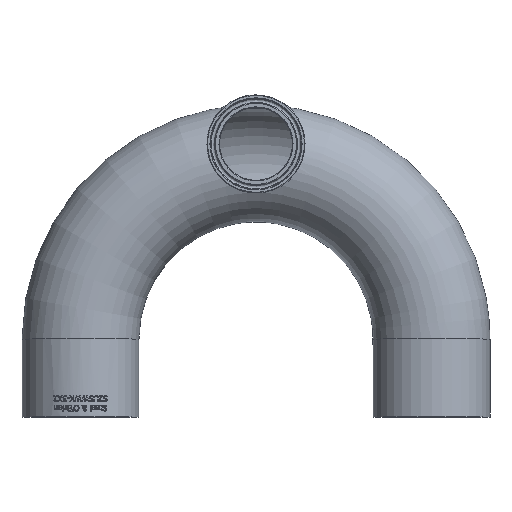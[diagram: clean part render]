
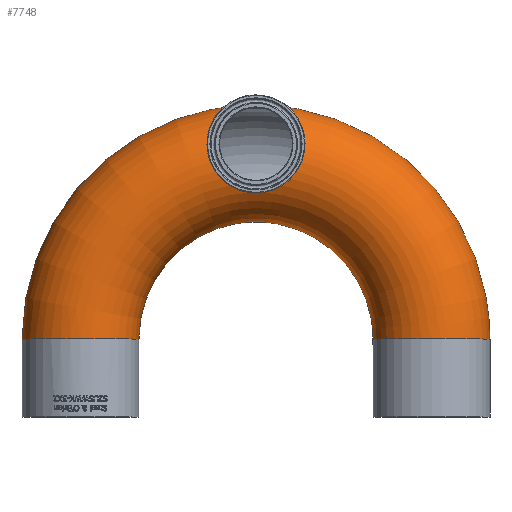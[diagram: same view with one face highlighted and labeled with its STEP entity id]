
A CAD part, top view. The second image highlights one B-rep face of the part: STEP entity #7748.
In plain terms, the highlighted toroidal (fillet/blend) face has major radius 114.3 mm and minor radius 38.1 mm.
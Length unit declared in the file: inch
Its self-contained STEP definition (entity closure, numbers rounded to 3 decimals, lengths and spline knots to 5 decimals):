
#19=TOROIDAL_SURFACE('',#8224,4.5,1.5);
#151=FACE_BOUND('',#1442,.T.);
#152=FACE_BOUND('',#1443,.T.);
#960=FACE_OUTER_BOUND('',#1441,.T.);
#1441=EDGE_LOOP('',(#7186));
#1442=EDGE_LOOP('',(#7187));
#1443=EDGE_LOOP('',(#7188));
#1883=B_SPLINE_CURVE_WITH_KNOTS('',3,(#17092,#17093,#17094,#17095,#17096,
#17097,#17098,#17099,#17100,#17101,#17102,#17103,#17104,#17105,#17106,#17107,
#17108,#17109,#17110,#17111,#17112,#17113,#17114,#17115,#17116,#17117,#17118,
#17119,#17120,#17121,#17122,#17123,#17124,#17125,#17126,#17127,#17128,#17129,
#17130,#17131,#17132,#17133,#17134,#17135,#17136,#17137,#17138,#17139,#17140,
#17141,#17142,#17143,#17144,#17145,#17146,#17147,#17148,#17149,#17150,#17151,
#17152,#17153,#17154,#17155,#17156,#17157,#17158,#17159,#17160,#17161,#17162,
#17163,#17164,#17165,#17166,#17167,#17168,#17169,#17170),.UNSPECIFIED.,
 .T.,.F.,(4,3,3,3,3,3,3,3,3,3,3,3,3,3,3,3,3,3,3,3,3,3,3,3,3,3,4),(-19.31792,
-19.31503,-17.53122,-16.20803,-15.57978,
-15.16467,-14.23441,-13.54523,-12.81512,
-12.18334,-11.42188,-10.7052,-10.27428,
-9.80421,-9.44319,-8.76762,-8.10017,
-7.27215,-6.68692,-6.06363,-5.44376,
-4.51465,-3.51178,-2.30488,-0.91818,
0.,0.00291),.UNSPECIFIED.);
#2034=CIRCLE('',#8188,1.5);
#2047=CIRCLE('',#8215,1.5);
#3772=VERTEX_POINT('',#16965);
#3779=VERTEX_POINT('',#17091);
#3786=VERTEX_POINT('',#17191);
#4911=EDGE_CURVE('',#3772,#3772,#2034,.T.);
#4918=EDGE_CURVE('',#3779,#3779,#1883,.T.);
#4926=EDGE_CURVE('',#3786,#3786,#2047,.T.);
#7186=ORIENTED_EDGE('',*,*,#4926,.F.);
#7187=ORIENTED_EDGE('',*,*,#4911,.F.);
#7188=ORIENTED_EDGE('',*,*,#4918,.T.);
#7748=ADVANCED_FACE('',(#960,#151,#152),#19,.T.);
#8188=AXIS2_PLACEMENT_3D('',#16966,#9580,#9581);
#8215=AXIS2_PLACEMENT_3D('',#17192,#9634,#9635);
#8224=AXIS2_PLACEMENT_3D('',#17205,#9652,#9653);
#9580=DIRECTION('center_axis',(0.,-1.,0.));
#9581=DIRECTION('ref_axis',(1.,0.,0.));
#9634=DIRECTION('center_axis',(0.,-1.,0.));
#9635=DIRECTION('ref_axis',(-1.,0.,0.));
#9652=DIRECTION('center_axis',(0.,0.,-1.));
#9653=DIRECTION('ref_axis',(-0.707,0.707,0.));
#16965=CARTESIAN_POINT('',(0.,-2.68934,-1.5));
#16966=CARTESIAN_POINT('Origin',(0.,-2.68934,
0.));
#17091=CARTESIAN_POINT('',(4.5,3.31066,0.));
#17092=CARTESIAN_POINT('Ctrl Pts',(4.5,3.31066,0.));
#17093=CARTESIAN_POINT('Ctrl Pts',(4.50025,3.31066,0.00028));
#17094=CARTESIAN_POINT('Ctrl Pts',(4.50051,3.31066,0.00057));
#17095=CARTESIAN_POINT('Ctrl Pts',(4.50076,3.31066,0.00085));
#17096=CARTESIAN_POINT('Ctrl Pts',(4.65797,3.31054,0.17661));
#17097=CARTESIAN_POINT('Ctrl Pts',(4.81545,3.27348,0.3526));
#17098=CARTESIAN_POINT('Ctrl Pts',(4.96008,3.19854,0.52312));
#17099=CARTESIAN_POINT('Ctrl Pts',(5.06736,3.14295,0.6496));
#17100=CARTESIAN_POINT('Ctrl Pts',(5.16744,3.06657,0.77288));
#17101=CARTESIAN_POINT('Ctrl Pts',(5.25295,2.96874,0.88929));
#17102=CARTESIAN_POINT('Ctrl Pts',(5.29355,2.92229,0.94456));
#17103=CARTESIAN_POINT('Ctrl Pts',(5.33078,2.87101,0.99821));
#17104=CARTESIAN_POINT('Ctrl Pts',(5.36345,2.81509,1.04946));
#17105=CARTESIAN_POINT('Ctrl Pts',(5.38503,2.77815,1.08332));
#17106=CARTESIAN_POINT('Ctrl Pts',(5.40468,2.73905,1.11622));
#17107=CARTESIAN_POINT('Ctrl Pts',(5.42184,2.69823,1.14765));
#17108=CARTESIAN_POINT('Ctrl Pts',(5.4603,2.60676,1.21807));
#17109=CARTESIAN_POINT('Ctrl Pts',(5.48496,2.51006,1.27853));
#17110=CARTESIAN_POINT('Ctrl Pts',(5.49495,2.41107,1.32847));
#17111=CARTESIAN_POINT('Ctrl Pts',(5.50235,2.33773,1.36547));
#17112=CARTESIAN_POINT('Ctrl Pts',(5.50178,2.26316,1.39673));
#17113=CARTESIAN_POINT('Ctrl Pts',(5.49238,2.18741,1.42224));
#17114=CARTESIAN_POINT('Ctrl Pts',(5.48241,2.10715,1.44926));
#17115=CARTESIAN_POINT('Ctrl Pts',(5.46216,2.02543,1.46961));
#17116=CARTESIAN_POINT('Ctrl Pts',(5.43149,1.9469,1.48243));
#17117=CARTESIAN_POINT('Ctrl Pts',(5.40496,1.87896,1.49353));
#17118=CARTESIAN_POINT('Ctrl Pts',(5.37041,1.81284,1.49909));
#17119=CARTESIAN_POINT('Ctrl Pts',(5.3292,1.75171,1.49989));
#17120=CARTESIAN_POINT('Ctrl Pts',(5.27953,1.67803,1.50086));
#17121=CARTESIAN_POINT('Ctrl Pts',(5.21964,1.61069,1.49495));
#17122=CARTESIAN_POINT('Ctrl Pts',(5.15254,1.55291,1.48553));
#17123=CARTESIAN_POINT('Ctrl Pts',(5.0894,1.49853,1.47666));
#17124=CARTESIAN_POINT('Ctrl Pts',(5.01978,1.45232,1.46478));
#17125=CARTESIAN_POINT('Ctrl Pts',(4.94536,1.41531,1.45333));
#17126=CARTESIAN_POINT('Ctrl Pts',(4.90061,1.39305,1.44644));
#17127=CARTESIAN_POINT('Ctrl Pts',(4.85336,1.37372,1.43959));
#17128=CARTESIAN_POINT('Ctrl Pts',(4.80364,1.35787,1.43358));
#17129=CARTESIAN_POINT('Ctrl Pts',(4.74939,1.34059,1.42702));
#17130=CARTESIAN_POINT('Ctrl Pts',(4.69231,1.32749,1.4215));
#17131=CARTESIAN_POINT('Ctrl Pts',(4.63275,1.31951,1.41807));
#17132=CARTESIAN_POINT('Ctrl Pts',(4.58701,1.31338,1.41544));
#17133=CARTESIAN_POINT('Ctrl Pts',(4.53959,1.31035,1.41408));
#17134=CARTESIAN_POINT('Ctrl Pts',(4.49289,1.31069,1.41422));
#17135=CARTESIAN_POINT('Ctrl Pts',(4.40552,1.31131,1.4145));
#17136=CARTESIAN_POINT('Ctrl Pts',(4.31905,1.32332,1.42005));
#17137=CARTESIAN_POINT('Ctrl Pts',(4.23506,1.34639,1.42914));
#17138=CARTESIAN_POINT('Ctrl Pts',(4.15209,1.36919,1.43813));
#17139=CARTESIAN_POINT('Ctrl Pts',(4.07234,1.40267,1.45038));
#17140=CARTESIAN_POINT('Ctrl Pts',(3.99823,1.44566,1.46219));
#17141=CARTESIAN_POINT('Ctrl Pts',(3.90629,1.49899,1.47684));
#17142=CARTESIAN_POINT('Ctrl Pts',(3.82288,1.56709,1.49064));
#17143=CARTESIAN_POINT('Ctrl Pts',(3.75202,1.64694,1.49668));
#17144=CARTESIAN_POINT('Ctrl Pts',(3.70194,1.70338,1.50096));
#17145=CARTESIAN_POINT('Ctrl Pts',(3.65789,1.76611,1.50134));
#17146=CARTESIAN_POINT('Ctrl Pts',(3.62183,1.83232,1.49624));
#17147=CARTESIAN_POINT('Ctrl Pts',(3.58342,1.90283,1.49081));
#17148=CARTESIAN_POINT('Ctrl Pts',(3.55369,1.97804,1.47907));
#17149=CARTESIAN_POINT('Ctrl Pts',(3.53355,2.05382,1.46081));
#17150=CARTESIAN_POINT('Ctrl Pts',(3.51352,2.12919,1.44266));
#17151=CARTESIAN_POINT('Ctrl Pts',(3.50274,2.20584,1.41793));
#17152=CARTESIAN_POINT('Ctrl Pts',(3.50047,2.28006,1.38792));
#17153=CARTESIAN_POINT('Ctrl Pts',(3.49706,2.3913,1.34294));
#17154=CARTESIAN_POINT('Ctrl Pts',(3.5125,2.49838,1.28571));
#17155=CARTESIAN_POINT('Ctrl Pts',(3.54159,2.59607,1.22078));
#17156=CARTESIAN_POINT('Ctrl Pts',(3.573,2.70152,1.1507));
#17157=CARTESIAN_POINT('Ctrl Pts',(3.62013,2.7964,1.0717));
#17158=CARTESIAN_POINT('Ctrl Pts',(3.67729,2.87912,0.98771));
#17159=CARTESIAN_POINT('Ctrl Pts',(3.74608,2.97868,0.88663));
#17160=CARTESIAN_POINT('Ctrl Pts',(3.82962,3.06106,0.77799));
#17161=CARTESIAN_POINT('Ctrl Pts',(3.9208,3.12585,0.66616));
#17162=CARTESIAN_POINT('Ctrl Pts',(4.02557,3.20029,0.53767));
#17163=CARTESIAN_POINT('Ctrl Pts',(4.1409,3.25196,0.4044));
#17164=CARTESIAN_POINT('Ctrl Pts',(4.25977,3.28138,0.26974));
#17165=CARTESIAN_POINT('Ctrl Pts',(4.33849,3.30086,0.18058));
#17166=CARTESIAN_POINT('Ctrl Pts',(4.4189,3.3106,0.09067));
#17167=CARTESIAN_POINT('Ctrl Pts',(4.49924,3.31066,0.00085));
#17168=CARTESIAN_POINT('Ctrl Pts',(4.49949,3.31066,0.00057));
#17169=CARTESIAN_POINT('Ctrl Pts',(4.49975,3.31066,0.00028));
#17170=CARTESIAN_POINT('Ctrl Pts',(4.5,3.31066,0.));
#17191=CARTESIAN_POINT('',(9.,-2.68934,1.5));
#17192=CARTESIAN_POINT('Origin',(9.,-2.68934,0.));
#17205=CARTESIAN_POINT('Origin',(4.5,-2.68934,0.));
